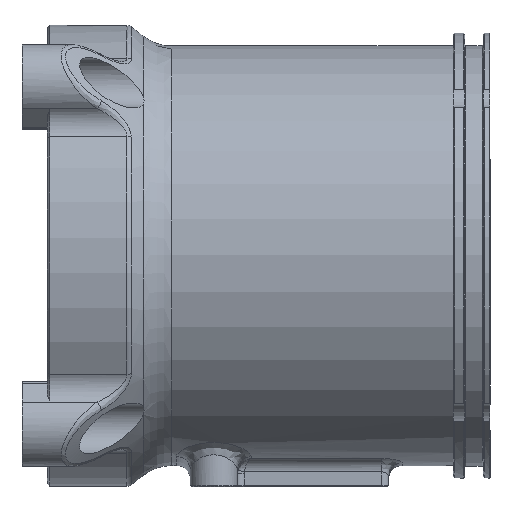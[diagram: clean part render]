
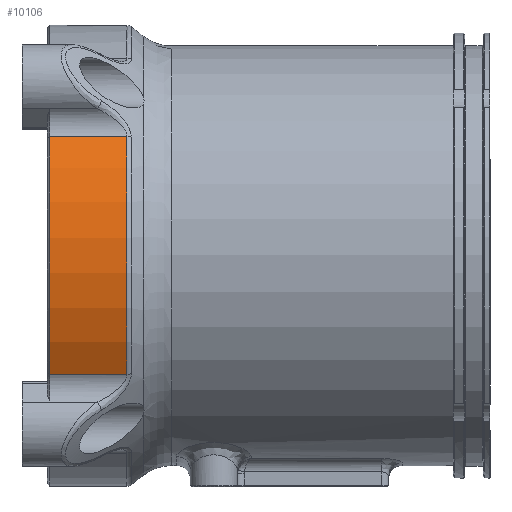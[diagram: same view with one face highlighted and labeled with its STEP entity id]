
A CAD part, top view. The second image highlights one B-rep face of the part: STEP entity #10106.
In plain terms, the highlighted cylindrical face has radius 50 mm (diameter 100 mm), a partial arc.
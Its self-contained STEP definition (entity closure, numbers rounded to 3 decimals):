
#56 = CARTESIAN_POINT ( 'NONE',  ( -40., 0., 0. ) ) ;
#83 = CIRCLE ( 'NONE', #1833, 50. ) ;
#203 = VECTOR ( 'NONE', #8674, 1000. ) ;
#622 = ORIENTED_EDGE ( 'NONE', *, *, #4706, .T. ) ;
#939 = ORIENTED_EDGE ( 'NONE', *, *, #7459, .T. ) ;
#1208 = CYLINDRICAL_SURFACE ( 'NONE', #4336, 50. ) ;
#1312 = FACE_OUTER_BOUND ( 'NONE', #1987, .T. ) ;
#1612 = DIRECTION ( 'NONE',  ( -1., 0., 0. ) ) ;
#1833 = AXIS2_PLACEMENT_3D ( 'NONE', #10784, #1612, #4169 ) ;
#1987 = EDGE_LOOP ( 'NONE', ( #622, #2574, #2737, #939 ) ) ;
#2310 = CARTESIAN_POINT ( 'NONE',  ( -40., 25.801, 42.829 ) ) ;
#2574 = ORIENTED_EDGE ( 'NONE', *, *, #4708, .T. ) ;
#2737 = ORIENTED_EDGE ( 'NONE', *, *, #4133, .F. ) ;
#2905 = DIRECTION ( 'NONE',  ( -1., 0., 0. ) ) ;
#3082 = VERTEX_POINT ( 'NONE', #3709 ) ;
#3416 = DIRECTION ( 'NONE',  ( 0., -1., 0. ) ) ;
#3573 = LINE ( 'NONE', #3630, #203 ) ;
#3630 = CARTESIAN_POINT ( 'NONE',  ( 80.71, 25.801, 42.829 ) ) ;
#3709 = CARTESIAN_POINT ( 'NONE',  ( -23.234, 25.801, 42.829 ) ) ;
#4133 = EDGE_CURVE ( 'NONE', #6627, #8096, #4958, .T. ) ;
#4169 = DIRECTION ( 'NONE',  ( 0., -1., 0. ) ) ;
#4336 = AXIS2_PLACEMENT_3D ( 'NONE', #9712, #2905, #10593 ) ;
#4455 = AXIS2_PLACEMENT_3D ( 'NONE', #56, #7794, #3416 ) ;
#4706 = EDGE_CURVE ( 'NONE', #3082, #9717, #3573, .T. ) ;
#4708 = EDGE_CURVE ( 'NONE', #9717, #8096, #9224, .T. ) ;
#4958 = LINE ( 'NONE', #8431, #10539 ) ;
#5853 = CARTESIAN_POINT ( 'NONE',  ( -23.234, -25.801, 42.829 ) ) ;
#6627 = VERTEX_POINT ( 'NONE', #5853 ) ;
#7459 = EDGE_CURVE ( 'NONE', #6627, #3082, #83, .T. ) ;
#7794 = DIRECTION ( 'NONE',  ( 1., 0., 0. ) ) ;
#8096 = VERTEX_POINT ( 'NONE', #9570 ) ;
#8431 = CARTESIAN_POINT ( 'NONE',  ( 80.71, -25.801, 42.829 ) ) ;
#8674 = DIRECTION ( 'NONE',  ( -1., 0., 0. ) ) ;
#9224 = CIRCLE ( 'NONE', #4455, 50. ) ;
#9570 = CARTESIAN_POINT ( 'NONE',  ( -40., -25.801, 42.829 ) ) ;
#9712 = CARTESIAN_POINT ( 'NONE',  ( 80.71, 0., 0. ) ) ;
#9717 = VERTEX_POINT ( 'NONE', #2310 ) ;
#10029 = DIRECTION ( 'NONE',  ( -1., 0., 0. ) ) ;
#10106 = ADVANCED_FACE ( 'NONE', ( #1312 ), #1208, .T. ) ;
#10539 = VECTOR ( 'NONE', #10029, 1000. ) ;
#10593 = DIRECTION ( 'NONE',  ( 0., -1., 0. ) ) ;
#10784 = CARTESIAN_POINT ( 'NONE',  ( -23.234, 0., 0. ) ) ;
